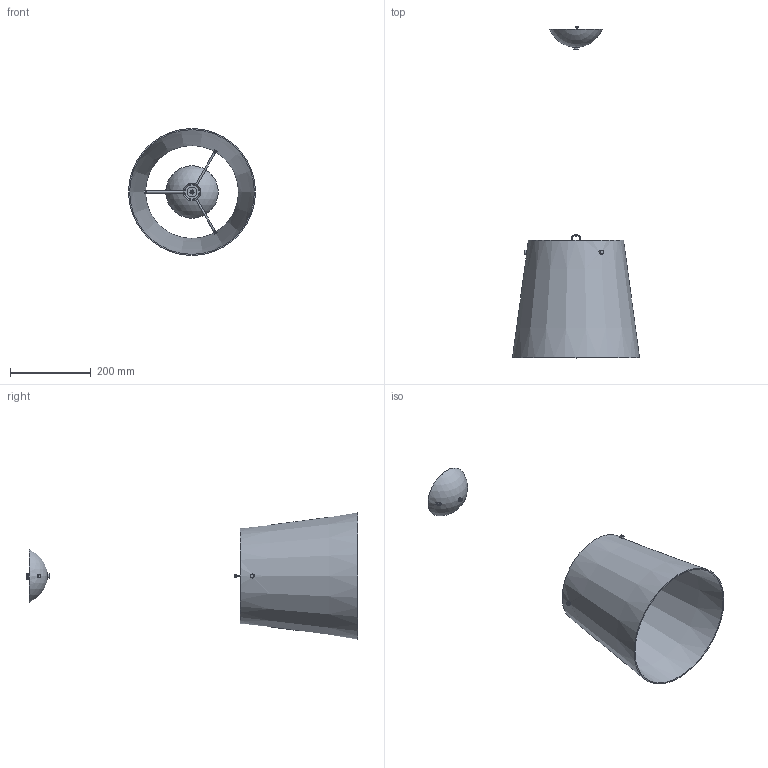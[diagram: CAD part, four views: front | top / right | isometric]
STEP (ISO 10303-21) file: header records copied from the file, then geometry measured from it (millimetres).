
FILE_DESCRIPTION(/* description */ (''),/* implementation_level */ '2;1');
FILE_NAME(/* name */ 'F185385100BINE.stp',/* time_stamp */ '2020-01-20T15:00:36+01:00',/* author */ ('sghezzi'),/* organization */ (''),/* preprocessor_version */ 'ST-DEVELOPER v17.2',/* originating_system */ 'Autodesk Inventor 2019',/* authorisation */ '');
FILE_SCHEMA (('AUTOMOTIVE_DESIGN { 1 0 10303 214 3 1 1 }'));
Length unit declared in the file: millimetre
Products named in the file (27): COMPLESSIVO S1853; 020018531 DIFF IMB S1853-1 D47 H78 C-3 fori Ricambio PS1853-1; 062009000_PASSACAVO_5101-00_PE-LD_TR; 007185302 DISCO PER SOSTEGNO S1853-0 S1853; 070011853_BICCHIERINO_E27; 054039000; 007185300 ASTA DI SOSTEGNO S1853 CR; 007185311 POMELLO PER SOSTEGNO S1853-1 CR; 064004000; Assieme Rosone MC Donald; 007600246_CAVALLOTTO_MC Donald; 003419604 per MC Donald; Cilindro fissaggio rosone MC Donald; 005424800; ASME B18.21.2M - 4,2 - Tipo A; JIS B 1111 - A M4 x 6 - H; Vite plastica m5X22 cLOCHE MC Donald; 006510070_BLOCCACAVO_PTr5100-7-8-011_ST; Morsetto Cabit V3S; 066002100_capocorda_foro_4; 006359270 ; 066010000_Bloccacavo ot nk 2 fori + viti 65091020; Parte6; Vite 65091020 x bloccacavo 066010000; 060009000_DADO_ES_M10X1_H3_L13_ZnBi; M GANCIO10-BL; 063021000
Assembly tree (35 placements, depth 4):
  COMPLESSIVO S1853
    020018531 DIFF IMB S1853-1 D47 H78 C-3 fori Ricambio PS1853-1
    062009000_PASSACAVO_5101-00_PE-LD_TR  x3
    007185302 DISCO PER SOSTEGNO S1853-0 S1853
    070011853_BICCHIERINO_E27
    054039000
    007185300 ASTA DI SOSTEGNO S1853 CR  x3
    007185311 POMELLO PER SOSTEGNO S1853-1 CR  x3
    064004000
    Assieme Rosone MC Donald
      007600246_CAVALLOTTO_MC Donald
      003419604 per MC Donald
      Cilindro fissaggio rosone MC Donald
      ASME B18.21.2M - 4,2 - Tipo A  x2
      005424800
      JIS B 1111 - A M4 x 6 - H
      Vite plastica m5X22 cLOCHE MC Donald
      006510070_BLOCCACAVO_PTr5100-7-8-011_ST
      060009000_DADO_ES_M10X1_H3_L13_ZnBi  x2
      Morsetto Cabit V3S
      066002100_capocorda_foro_4
      006359270 
      066010000_Bloccacavo ot nk 2 fori + viti 65091020
        Parte6
        Vite 65091020 x bloccacavo 066010000  x2
    M GANCIO10-BL
    063021000
Bounding box: 315 x 822.98 x 315 mm (x, y, z)
Volume: 895246.5 mm3; surface area: 613818.2 mm2
Topology: 33 solids, 33 shells, 703 faces, 1857 edges, 1253 vertices
Faces by surface type: plane 408, cylinder 186, cone 43, bspline 39, torus 24, sphere 3
Full cylindrical faces by diameter (mm): 2 x2, 2.2 x5, 2.3 x1, 3 x4, 3.2 x1, 3.242 x7, 3.571 x1, 4 x11, 4.2 x1, 4.3 x1, 4.4 x1, 4.47 x2, 4.8 x1, 5 x4, 5.2 x1, 5.9 x3, 6 x7, 7 x6, 7.2 x1, 8 x1, 8.376 x2, 8.917 x1, 9 x3, 10 x11, 10.2 x1, 10.7 x1, 14 x1, 24 x1, 35 x2, 37.2 x1
Entity records: 28287 total; most frequent: CARTESIAN_POINT 12623, ORIENTED_EDGE 3074, DIRECTION 3060, EDGE_CURVE 1537, AXIS2_PLACEMENT_3D 1133, VERTEX_POINT 1026, LINE 794, VECTOR 794
